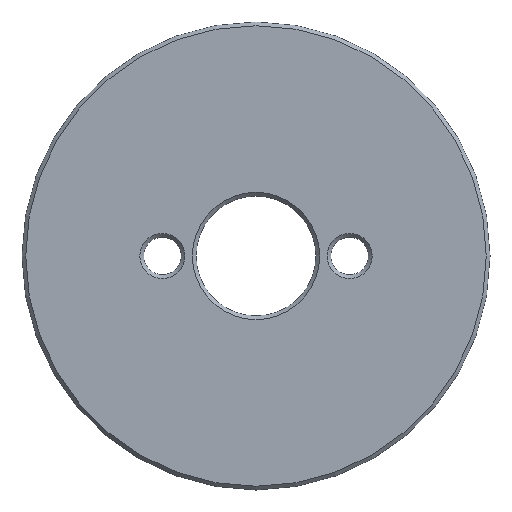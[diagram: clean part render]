
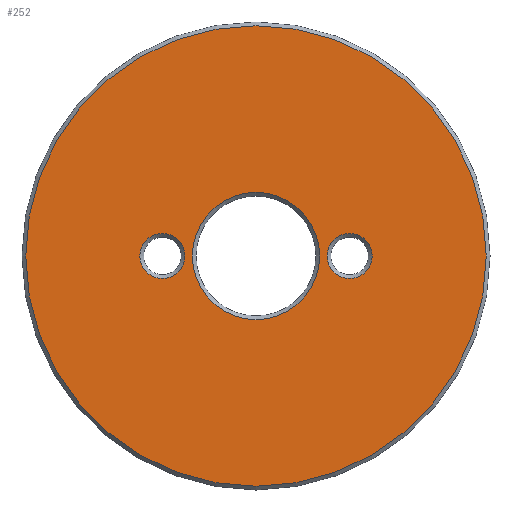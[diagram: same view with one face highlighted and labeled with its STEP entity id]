
A CAD part, front view. The second image highlights one B-rep face of the part: STEP entity #252.
In plain terms, the highlighted planar face has unit normal (0, -1, 0).
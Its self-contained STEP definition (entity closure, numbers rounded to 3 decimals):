
#25 = VERTEX_POINT ( 'NONE', #118 ) ;
#33 = VERTEX_POINT ( 'NONE', #220 ) ;
#55 = FACE_BOUND ( 'NONE', #148, .T. ) ;
#66 = AXIS2_PLACEMENT_3D ( 'NONE', #170, #211, #260 ) ;
#84 = DIRECTION ( 'NONE',  ( 0., 1., 0. ) ) ;
#87 = EDGE_LOOP ( 'NONE', ( #306 ) ) ;
#106 = CARTESIAN_POINT ( 'NONE',  ( -5., 0., 0. ) ) ;
#108 = CIRCLE ( 'NONE', #341, 12.3 ) ;
#109 = PLANE ( 'NONE',  #66 ) ;
#110 = FACE_OUTER_BOUND ( 'NONE', #87, .T. ) ;
#118 = CARTESIAN_POINT ( 'NONE',  ( 0., 0., 12.3 ) ) ;
#125 = DIRECTION ( 'NONE',  ( 0., 0., 1. ) ) ;
#127 = VERTEX_POINT ( 'NONE', #337 ) ;
#132 = EDGE_CURVE ( 'NONE', #183, #183, #276, .T. ) ;
#144 = EDGE_LOOP ( 'NONE', ( #363 ) ) ;
#148 = EDGE_LOOP ( 'NONE', ( #178 ) ) ;
#154 = CIRCLE ( 'NONE', #235, 1.205 ) ;
#157 = CARTESIAN_POINT ( 'NONE',  ( 5., 0., 0. ) ) ;
#161 = DIRECTION ( 'NONE',  ( 0., 1., 0. ) ) ;
#163 = EDGE_CURVE ( 'NONE', #33, #33, #154, .T. ) ;
#168 = EDGE_CURVE ( 'NONE', #127, #127, #289, .T. ) ;
#170 = CARTESIAN_POINT ( 'NONE',  ( 0., 0., 0. ) ) ;
#178 = ORIENTED_EDGE ( 'NONE', *, *, #168, .T. ) ;
#183 = VERTEX_POINT ( 'NONE', #343 ) ;
#203 = CARTESIAN_POINT ( 'NONE',  ( 0., 0., 0. ) ) ;
#206 = AXIS2_PLACEMENT_3D ( 'NONE', #106, #396, #315 ) ;
#211 = DIRECTION ( 'NONE',  ( 0., 1., 0. ) ) ;
#215 = EDGE_LOOP ( 'NONE', ( #308 ) ) ;
#220 = CARTESIAN_POINT ( 'NONE',  ( 5., 0., 1.205 ) ) ;
#234 = FACE_BOUND ( 'NONE', #144, .T. ) ;
#235 = AXIS2_PLACEMENT_3D ( 'NONE', #157, #161, #125 ) ;
#236 = FACE_BOUND ( 'NONE', #215, .T. ) ;
#248 = CARTESIAN_POINT ( 'NONE',  ( 0., 0., 0. ) ) ;
#252 = ADVANCED_FACE ( 'NONE', ( #234, #236, #55, #110 ), #109, .F. ) ;
#260 = DIRECTION ( 'NONE',  ( 0., 0., 1. ) ) ;
#276 = CIRCLE ( 'NONE', #206, 1.205 ) ;
#289 = CIRCLE ( 'NONE', #342, 3.4 ) ;
#306 = ORIENTED_EDGE ( 'NONE', *, *, #394, .T. ) ;
#308 = ORIENTED_EDGE ( 'NONE', *, *, #163, .T. ) ;
#315 = DIRECTION ( 'NONE',  ( 0., 0., 1. ) ) ;
#337 = CARTESIAN_POINT ( 'NONE',  ( 0., 0., 3.4 ) ) ;
#341 = AXIS2_PLACEMENT_3D ( 'NONE', #203, #383, #359 ) ;
#342 = AXIS2_PLACEMENT_3D ( 'NONE', #248, #84, #355 ) ;
#343 = CARTESIAN_POINT ( 'NONE',  ( -5., 0., 1.205 ) ) ;
#355 = DIRECTION ( 'NONE',  ( 0., 0., 1. ) ) ;
#359 = DIRECTION ( 'NONE',  ( 0., 0., 1. ) ) ;
#363 = ORIENTED_EDGE ( 'NONE', *, *, #132, .T. ) ;
#383 = DIRECTION ( 'NONE',  ( 0., -1., 0. ) ) ;
#394 = EDGE_CURVE ( 'NONE', #25, #25, #108, .T. ) ;
#396 = DIRECTION ( 'NONE',  ( 0., 1., 0. ) ) ;
